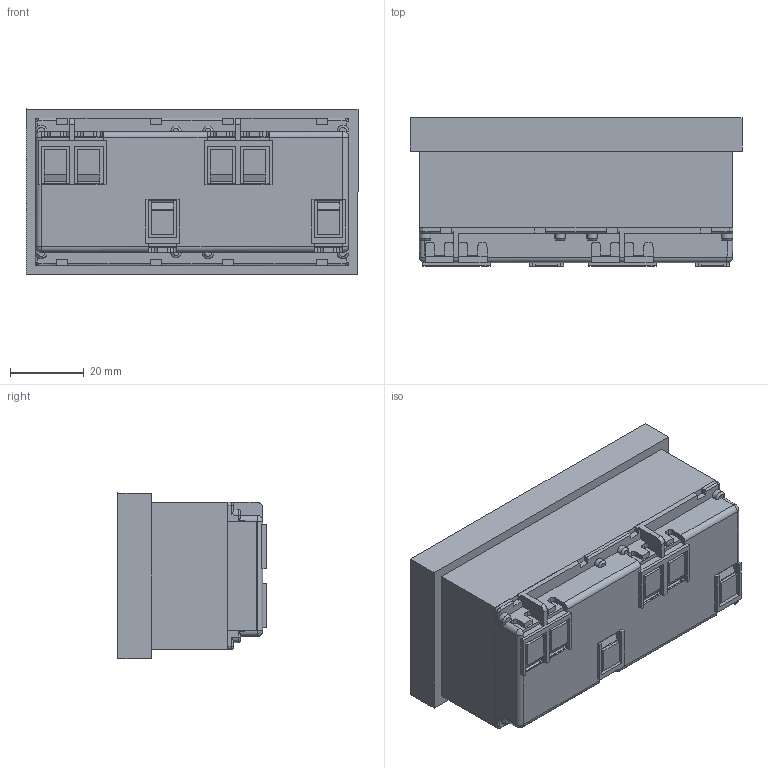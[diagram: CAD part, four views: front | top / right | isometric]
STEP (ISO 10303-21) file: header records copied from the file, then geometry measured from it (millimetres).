
FILE_DESCRIPTION (( 'STEP AP214' ), '1' );
FILE_NAME ('6120105.stp', '2021-11-03T10:33:01', ( '' ), ( '' ), 'SwSTEP 2.0', 'SolidWorks 2020', '' );
FILE_SCHEMA (( 'AUTOMOTIVE_DESIGN' ));
Length unit declared in the file: millimetre
Products named in the file (5): 044679_Standard; 077657_Standard; 6120105; 044040_Standard; 044047_Standard
Assembly tree (5 placements, depth 3):
  6120105
    044047_Standard
    077657_Standard
      044040_Standard
      044679_Standard  x2
Bounding box: 90 x 40.15 x 45 mm (x, y, z)
Volume: 84466.7 mm3; surface area: 39446.1 mm2
Topology: 4 solids, 4 shells, 792 faces, 2268 edges, 1473 vertices
Faces by surface type: plane 568, cylinder 144, cone 52, bspline 28
Full cylindrical faces by diameter (mm): 5.75 x8, 38.4 x2
Entity records: 25616 total; most frequent: CARTESIAN_POINT 6483, ORIENTED_EDGE 4172, DIRECTION 3280, EDGE_CURVE 2086, VECTOR 1592, LINE 1592, VERTEX_POINT 1361, AXIS2_PLACEMENT_3D 844
